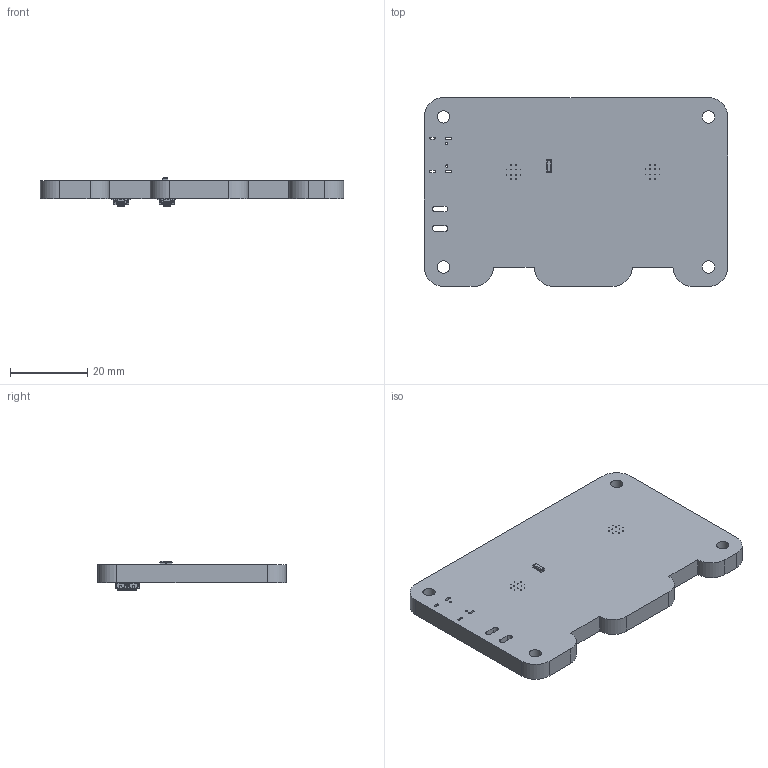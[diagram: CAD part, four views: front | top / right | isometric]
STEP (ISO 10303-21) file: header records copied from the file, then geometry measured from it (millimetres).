
FILE_DESCRIPTION(('KiCad electronic assembly'),'2;1');
FILE_NAME('FOC_Power.step','2023-01-04T22:48:19',('Pcbnew'),('Kicad'), 'Open CASCADE STEP processor 7.6','KiCad to STEP converter','Unknown' );
FILE_SCHEMA(('AUTOMOTIVE_DESIGN { 1 0 10303 214 1 1 1 1 }'));
Length unit declared in the file: millimetre
Products named in the file (6): FOC_Power 1; CSTCE12M0G15L08-R0; COMPOUND; SKRKAEE010; SOLID; FOC_Power PCB
Assembly tree (7 placements, depth 3):
  FOC_Power 1
    CSTCE12M0G15L08-R0
      COMPOUND
    SKRKAEE010  x3
      SOLID
    FOC_Power PCB
Bounding box: 78.65 x 48.9 x 7.59 mm (x, y, z)
Volume: 17168.7 mm3; surface area: 9172.1 mm2
Topology: 11 solids, 11 shells, 827 faces, 2359 edges, 1514 vertices
Faces by surface type: bspline 755, cylinder 50, plane 22
Full cylindrical faces by diameter (mm): 0.203 x24, 0.6 x2, 3.2 x4
Entity records: 23939 total; most frequent: CARTESIAN_POINT 8674, B_SPLINE_CURVE_WITH_KNOTS 2207, ORIENTED_EDGE 2026, PCURVE 2026, DEFINITIONAL_REPRESENTATION 2026, EDGE_CURVE 1013, SURFACE_CURVE 983, DIRECTION 790
